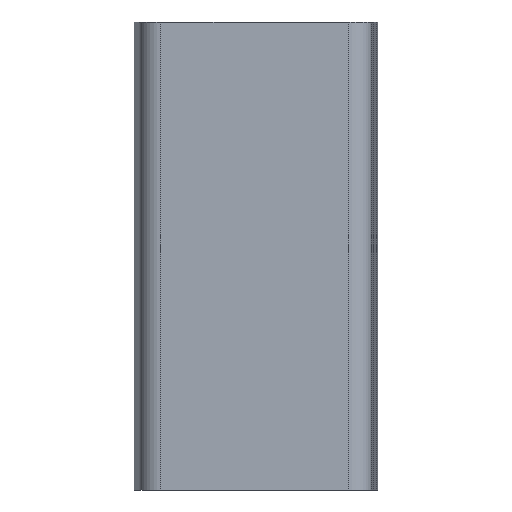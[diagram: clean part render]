
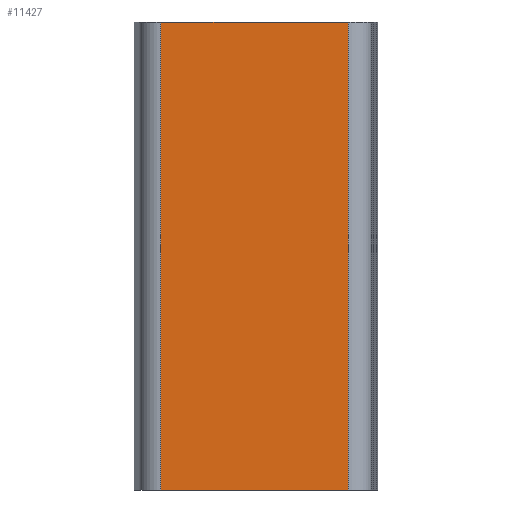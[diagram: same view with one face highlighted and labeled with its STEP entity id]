
A CAD part, front view. The second image highlights one B-rep face of the part: STEP entity #11427.
In plain terms, the highlighted planar face has unit normal (0, -1, 0).
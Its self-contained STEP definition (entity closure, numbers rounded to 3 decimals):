
#44 = PLANE('',#45);
#45 = AXIS2_PLACEMENT_3D('',#46,#47,#48);
#46 = CARTESIAN_POINT('',(176.453,73.718,0.));
#47 = DIRECTION('',(0.,0.,1.));
#48 = DIRECTION('',(1.,0.,-0.));
#100 = PLANE('',#101);
#101 = AXIS2_PLACEMENT_3D('',#102,#103,#104);
#102 = CARTESIAN_POINT('',(176.453,73.718,-80.));
#103 = DIRECTION('',(0.,0.,1.));
#104 = DIRECTION('',(1.,0.,-0.));
#11330 = CYLINDRICAL_SURFACE('',#11331,3.7);
#11331 = AXIS2_PLACEMENT_3D('',#11332,#11333,#11334);
#11332 = CARTESIAN_POINT('',(160.214,46.684,0.));
#11333 = DIRECTION('',(0.,0.,-1.));
#11334 = DIRECTION('',(1.,0.013,0.));
#11346 = VERTEX_POINT('',#11347);
#11347 = CARTESIAN_POINT('',(160.214,42.984,0.));
#11375 = VERTEX_POINT('',#11376);
#11376 = CARTESIAN_POINT('',(160.214,42.984,-80.));
#11402 = EDGE_CURVE('',#11346,#11375,#11403,.T.);
#11403 = SURFACE_CURVE('',#11404,(#11408,#11415),.PCURVE_S1.);
#11404 = LINE('',#11405,#11406);
#11405 = CARTESIAN_POINT('',(160.214,42.984,0.));
#11406 = VECTOR('',#11407,1.);
#11407 = DIRECTION('',(0.,0.,-1.));
#11408 = PCURVE('',#11330,#11409);
#11409 = DEFINITIONAL_REPRESENTATION('',(#11410),#11414);
#11410 = LINE('',#11411,#11412);
#11411 = CARTESIAN_POINT('',(1.584,0.));
#11412 = VECTOR('',#11413,1.);
#11413 = DIRECTION('',(0.,1.));
#11414 = ( GEOMETRIC_REPRESENTATION_CONTEXT(2) 
PARAMETRIC_REPRESENTATION_CONTEXT() REPRESENTATION_CONTEXT('2D SPACE',''
  ) );
#11415 = PCURVE('',#11416,#11421);
#11416 = PLANE('',#11417);
#11417 = AXIS2_PLACEMENT_3D('',#11418,#11419,#11420);
#11418 = CARTESIAN_POINT('',(192.273,42.984,0.));
#11419 = DIRECTION('',(0.,-1.,0.));
#11420 = DIRECTION('',(-1.,0.,0.));
#11421 = DEFINITIONAL_REPRESENTATION('',(#11422),#11426);
#11422 = LINE('',#11423,#11424);
#11423 = CARTESIAN_POINT('',(32.058,0.));
#11424 = VECTOR('',#11425,1.);
#11425 = DIRECTION('',(0.,1.));
#11426 = ( GEOMETRIC_REPRESENTATION_CONTEXT(2) 
PARAMETRIC_REPRESENTATION_CONTEXT() REPRESENTATION_CONTEXT('2D SPACE',''
  ) );
#11427 = ADVANCED_FACE('',(#11428),#11416,.T.);
#11428 = FACE_BOUND('',#11429,.T.);
#11429 = EDGE_LOOP('',(#11430,#11453,#11454,#11477));
#11430 = ORIENTED_EDGE('',*,*,#11431,.T.);
#11431 = EDGE_CURVE('',#11432,#11346,#11434,.T.);
#11432 = VERTEX_POINT('',#11433);
#11433 = CARTESIAN_POINT('',(192.273,42.984,0.));
#11434 = SURFACE_CURVE('',#11435,(#11439,#11446),.PCURVE_S1.);
#11435 = LINE('',#11436,#11437);
#11436 = CARTESIAN_POINT('',(192.273,42.984,0.));
#11437 = VECTOR('',#11438,1.);
#11438 = DIRECTION('',(-1.,0.,0.));
#11439 = PCURVE('',#11416,#11440);
#11440 = DEFINITIONAL_REPRESENTATION('',(#11441),#11445);
#11441 = LINE('',#11442,#11443);
#11442 = CARTESIAN_POINT('',(0.,-0.));
#11443 = VECTOR('',#11444,1.);
#11444 = DIRECTION('',(1.,0.));
#11445 = ( GEOMETRIC_REPRESENTATION_CONTEXT(2) 
PARAMETRIC_REPRESENTATION_CONTEXT() REPRESENTATION_CONTEXT('2D SPACE',''
  ) );
#11446 = PCURVE('',#44,#11447);
#11447 = DEFINITIONAL_REPRESENTATION('',(#11448),#11452);
#11448 = LINE('',#11449,#11450);
#11449 = CARTESIAN_POINT('',(15.819,-30.734));
#11450 = VECTOR('',#11451,1.);
#11451 = DIRECTION('',(-1.,0.));
#11452 = ( GEOMETRIC_REPRESENTATION_CONTEXT(2) 
PARAMETRIC_REPRESENTATION_CONTEXT() REPRESENTATION_CONTEXT('2D SPACE',''
  ) );
#11453 = ORIENTED_EDGE('',*,*,#11402,.T.);
#11454 = ORIENTED_EDGE('',*,*,#11455,.F.);
#11455 = EDGE_CURVE('',#11456,#11375,#11458,.T.);
#11456 = VERTEX_POINT('',#11457);
#11457 = CARTESIAN_POINT('',(192.273,42.984,-80.));
#11458 = SURFACE_CURVE('',#11459,(#11463,#11470),.PCURVE_S1.);
#11459 = LINE('',#11460,#11461);
#11460 = CARTESIAN_POINT('',(192.273,42.984,-80.));
#11461 = VECTOR('',#11462,1.);
#11462 = DIRECTION('',(-1.,0.,0.));
#11463 = PCURVE('',#11416,#11464);
#11464 = DEFINITIONAL_REPRESENTATION('',(#11465),#11469);
#11465 = LINE('',#11466,#11467);
#11466 = CARTESIAN_POINT('',(0.,80.));
#11467 = VECTOR('',#11468,1.);
#11468 = DIRECTION('',(1.,0.));
#11469 = ( GEOMETRIC_REPRESENTATION_CONTEXT(2) 
PARAMETRIC_REPRESENTATION_CONTEXT() REPRESENTATION_CONTEXT('2D SPACE',''
  ) );
#11470 = PCURVE('',#100,#11471);
#11471 = DEFINITIONAL_REPRESENTATION('',(#11472),#11476);
#11472 = LINE('',#11473,#11474);
#11473 = CARTESIAN_POINT('',(15.819,-30.734));
#11474 = VECTOR('',#11475,1.);
#11475 = DIRECTION('',(-1.,0.));
#11476 = ( GEOMETRIC_REPRESENTATION_CONTEXT(2) 
PARAMETRIC_REPRESENTATION_CONTEXT() REPRESENTATION_CONTEXT('2D SPACE',''
  ) );
#11477 = ORIENTED_EDGE('',*,*,#11478,.F.);
#11478 = EDGE_CURVE('',#11432,#11456,#11479,.T.);
#11479 = SURFACE_CURVE('',#11480,(#11484,#11491),.PCURVE_S1.);
#11480 = LINE('',#11481,#11482);
#11481 = CARTESIAN_POINT('',(192.273,42.984,0.));
#11482 = VECTOR('',#11483,1.);
#11483 = DIRECTION('',(0.,0.,-1.));
#11484 = PCURVE('',#11416,#11485);
#11485 = DEFINITIONAL_REPRESENTATION('',(#11486),#11490);
#11486 = LINE('',#11487,#11488);
#11487 = CARTESIAN_POINT('',(0.,-0.));
#11488 = VECTOR('',#11489,1.);
#11489 = DIRECTION('',(0.,1.));
#11490 = ( GEOMETRIC_REPRESENTATION_CONTEXT(2) 
PARAMETRIC_REPRESENTATION_CONTEXT() REPRESENTATION_CONTEXT('2D SPACE',''
  ) );
#11491 = PCURVE('',#11492,#11497);
#11492 = CYLINDRICAL_SURFACE('',#11493,3.9);
#11493 = AXIS2_PLACEMENT_3D('',#11494,#11495,#11496);
#11494 = CARTESIAN_POINT('',(192.273,46.884,0.));
#11495 = DIRECTION('',(0.,0.,-1.));
#11496 = DIRECTION('',(0.,1.,0.));
#11497 = DEFINITIONAL_REPRESENTATION('',(#11498),#11502);
#11498 = LINE('',#11499,#11500);
#11499 = CARTESIAN_POINT('',(3.142,0.));
#11500 = VECTOR('',#11501,1.);
#11501 = DIRECTION('',(0.,1.));
#11502 = ( GEOMETRIC_REPRESENTATION_CONTEXT(2) 
PARAMETRIC_REPRESENTATION_CONTEXT() REPRESENTATION_CONTEXT('2D SPACE',''
  ) );
